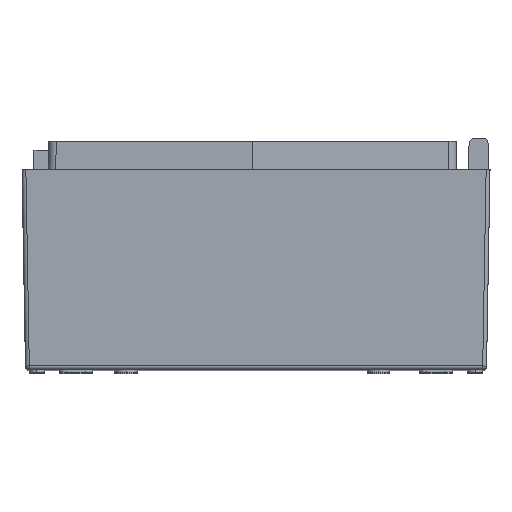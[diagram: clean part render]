
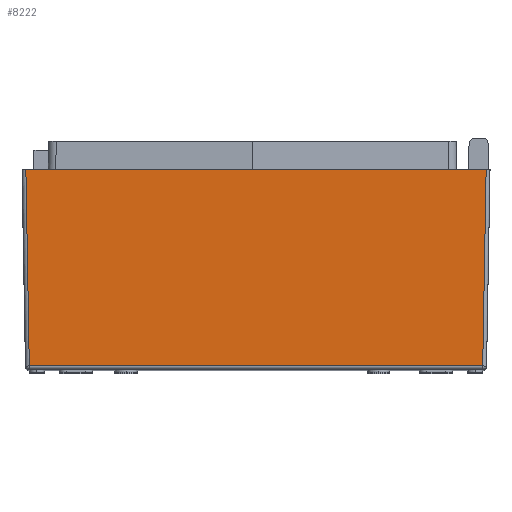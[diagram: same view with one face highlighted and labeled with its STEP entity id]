
A CAD part, top view. The second image highlights one B-rep face of the part: STEP entity #8222.
In plain terms, the highlighted planar face has unit normal (0, -0.018, 1).
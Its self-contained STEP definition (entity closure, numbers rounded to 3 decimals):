
#319 = CARTESIAN_POINT ( 'NONE',  ( 154.805, -5.45, 207.405 ) ) ;
#910 = CARTESIAN_POINT ( 'NONE',  ( -152.589, -132.445, 205.188 ) ) ;
#1330 = EDGE_CURVE ( 'NONE', #6797, #4874, #8279, .T. ) ;
#1472 = LINE ( 'NONE', #5290, #8603 ) ;
#1805 = DIRECTION ( 'NONE',  ( 1., 0., 0. ) ) ;
#1919 = EDGE_CURVE ( 'NONE', #5064, #6797, #1472, .T. ) ;
#2123 = VECTOR ( 'NONE', #7466, 1000. ) ;
#2124 = CARTESIAN_POINT ( 'NONE',  ( -157.5, 0., 207.5 ) ) ;
#2445 = DIRECTION ( 'NONE',  ( 0., -1., -0.017 ) ) ;
#2519 = FACE_OUTER_BOUND ( 'NONE', #3298, .T. ) ;
#3021 = DIRECTION ( 'NONE',  ( 0.017, -1., -0.017 ) ) ;
#3209 = EDGE_CURVE ( 'NONE', #5200, #4874, #6289, .T. ) ;
#3298 = EDGE_LOOP ( 'NONE', ( #5806, #7802, #5450, #8686 ) ) ;
#3646 = CARTESIAN_POINT ( 'NONE',  ( -154.901, 0.045, 207.501 ) ) ;
#3928 = VECTOR ( 'NONE', #7001, 1000. ) ;
#4604 = VECTOR ( 'NONE', #3021, 1000. ) ;
#4757 = CARTESIAN_POINT ( 'NONE',  ( 152.589, -132.445, 205.188 ) ) ;
#4874 = VERTEX_POINT ( 'NONE', #9249 ) ;
#5064 = VERTEX_POINT ( 'NONE', #910 ) ;
#5200 = VERTEX_POINT ( 'NONE', #7406 ) ;
#5290 = CARTESIAN_POINT ( 'NONE',  ( 152.544, -132.445, 205.188 ) ) ;
#5450 = ORIENTED_EDGE ( 'NONE', *, *, #1330, .T. ) ;
#5806 = ORIENTED_EDGE ( 'NONE', *, *, #9160, .T. ) ;
#5851 = PLANE ( 'NONE',  #6560 ) ;
#6289 = LINE ( 'NONE', #2124, #3928 ) ;
#6560 = AXIS2_PLACEMENT_3D ( 'NONE', #8744, #6689, #2445 ) ;
#6689 = DIRECTION ( 'NONE',  ( 0., -0.017, 1. ) ) ;
#6748 = LINE ( 'NONE', #3646, #4604 ) ;
#6797 = VERTEX_POINT ( 'NONE', #4757 ) ;
#7001 = DIRECTION ( 'NONE',  ( 1., 0., 0. ) ) ;
#7406 = CARTESIAN_POINT ( 'NONE',  ( -154.9, 0., 207.5 ) ) ;
#7466 = DIRECTION ( 'NONE',  ( 0.017, 1., 0.017 ) ) ;
#7802 = ORIENTED_EDGE ( 'NONE', *, *, #1919, .T. ) ;
#8222 = ADVANCED_FACE ( 'NONE', ( #2519 ), #5851, .T. ) ;
#8279 = LINE ( 'NONE', #319, #2123 ) ;
#8603 = VECTOR ( 'NONE', #1805, 1000. ) ;
#8686 = ORIENTED_EDGE ( 'NONE', *, *, #3209, .F. ) ;
#8744 = CARTESIAN_POINT ( 'NONE',  ( -157.5, 0., 207.5 ) ) ;
#9160 = EDGE_CURVE ( 'NONE', #5200, #5064, #6748, .T. ) ;
#9249 = CARTESIAN_POINT ( 'NONE',  ( 154.9, 0., 207.5 ) ) ;
